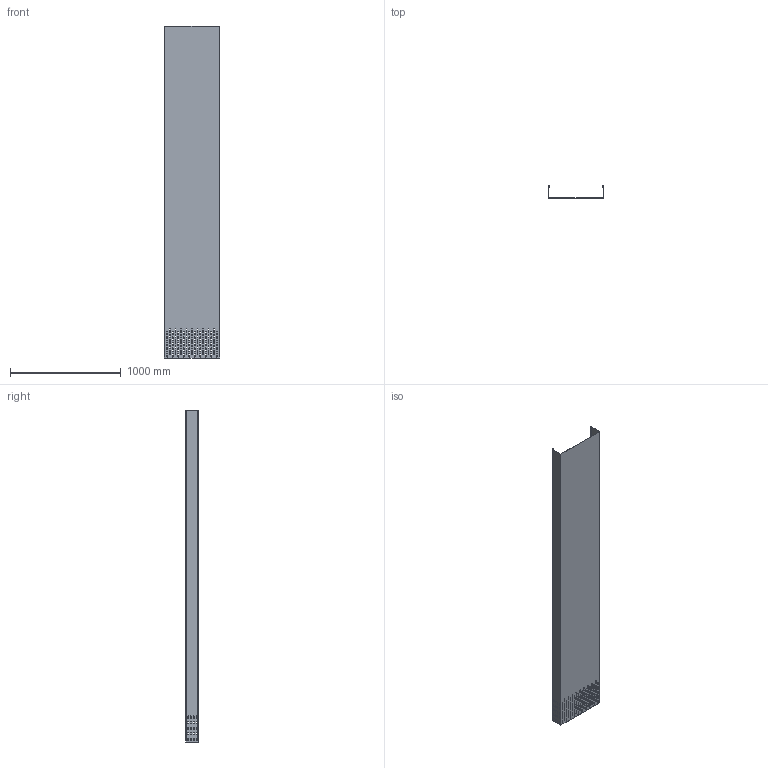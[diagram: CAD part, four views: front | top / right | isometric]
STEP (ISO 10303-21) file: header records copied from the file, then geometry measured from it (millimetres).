
FILE_DESCRIPTION (( 'STEP AP214' ), '1' );
FILE_NAME ('6061702.STEP', '2025-08-27T06:11:35', ( '' ), ( '' ), 'SwSTEP 2.0', 'SolidWorks 2024', '' );
FILE_SCHEMA (( 'AUTOMOTIVE_DESIGN' ));
Length unit declared in the file: millimetre
Products named in the file (1): 6061702
Bounding box: 500 x 111 x 3000 mm (x, y, z)
Volume: 3307161.1 mm3; surface area: 4441642.3 mm2
Topology: 1 solids, 1 shells, 673 faces, 1989 edges, 1318 vertices
Faces by surface type: cylinder 373, plane 300
Entity records: 23260 total; most frequent: DIRECTION 4083, CARTESIAN_POINT 3981, ORIENTED_EDGE 3978, EDGE_CURVE 1989, AXIS2_PLACEMENT_3D 1420, VERTEX_POINT 1318, LINE 1243, VECTOR 1243
